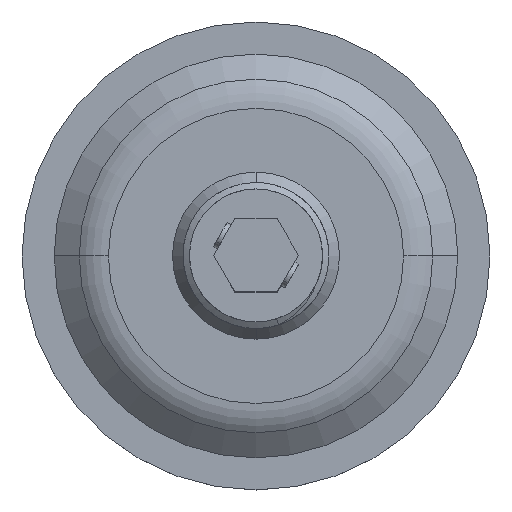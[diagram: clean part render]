
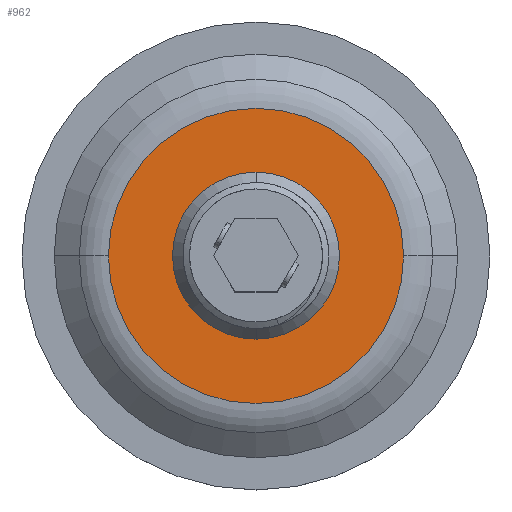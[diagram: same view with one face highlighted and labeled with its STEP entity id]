
A CAD part, top view. The second image highlights one B-rep face of the part: STEP entity #962.
In plain terms, the highlighted planar face has unit normal (0, 0, 1).
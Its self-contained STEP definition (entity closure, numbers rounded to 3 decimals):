
#53 = VERTEX_POINT ( 'NONE', #2437 ) ;
#56 = CARTESIAN_POINT ( 'NONE',  ( -2.309, -4., 0. ) ) ;
#57 = CIRCLE ( 'NONE', #2936, 16.085 ) ;
#64 = LINE ( 'NONE', #819, #2677 ) ;
#79 = CARTESIAN_POINT ( 'NONE',  ( 0., 0., 0. ) ) ;
#105 = CARTESIAN_POINT ( 'NONE',  ( -2.309, 4., 0. ) ) ;
#164 = CARTESIAN_POINT ( 'NONE',  ( 2.309, -4., 0. ) ) ;
#228 = CARTESIAN_POINT ( 'NONE',  ( -4.619, 0., 0. ) ) ;
#259 = CARTESIAN_POINT ( 'NONE',  ( -2.309, -4., 0. ) ) ;
#348 = VECTOR ( 'NONE', #3459, 1000. ) ;
#378 = EDGE_CURVE ( 'NONE', #53, #454, #639, .T. ) ;
#391 = CARTESIAN_POINT ( 'NONE',  ( 4.619, 0., 0. ) ) ;
#409 = LINE ( 'NONE', #259, #2123 ) ;
#412 = DIRECTION ( 'NONE',  ( -0.5, 0.866, 0. ) ) ;
#451 = CARTESIAN_POINT ( 'NONE',  ( -4.619, 0., 0. ) ) ;
#454 = VERTEX_POINT ( 'NONE', #1560 ) ;
#539 = DIRECTION ( 'NONE',  ( -1., 0., 0. ) ) ;
#572 = EDGE_CURVE ( 'NONE', #917, #2649, #3116, .T. ) ;
#623 = EDGE_LOOP ( 'NONE', ( #3313, #3519 ) ) ;
#639 = CIRCLE ( 'NONE', #2858, 16.085 ) ;
#651 = CARTESIAN_POINT ( 'NONE',  ( 2.309, -4., 0. ) ) ;
#667 = DIRECTION ( 'NONE',  ( 0., 0., -1. ) ) ;
#691 = DIRECTION ( 'NONE',  ( -1., 0., 0. ) ) ;
#747 = ORIENTED_EDGE ( 'NONE', *, *, #572, .F. ) ;
#756 = DIRECTION ( 'NONE',  ( 0.5, 0.866, 0. ) ) ;
#819 = CARTESIAN_POINT ( 'NONE',  ( 2.309, 4., 0. ) ) ;
#849 = VERTEX_POINT ( 'NONE', #105 ) ;
#859 = ORIENTED_EDGE ( 'NONE', *, *, #3406, .F. ) ;
#917 = VERTEX_POINT ( 'NONE', #651 ) ;
#923 = EDGE_CURVE ( 'NONE', #2649, #2547, #2526, .T. ) ;
#962 = ADVANCED_FACE ( 'NONE', ( #2794, #2610 ), #1267, .F. ) ;
#1023 = DIRECTION ( 'NONE',  ( -0.5, -0.866, 0. ) ) ;
#1116 = CARTESIAN_POINT ( 'NONE',  ( 0., 0., 0. ) ) ;
#1152 = DIRECTION ( 'NONE',  ( 0., 0., -1. ) ) ;
#1267 = PLANE ( 'NONE',  #1928 ) ;
#1316 = CARTESIAN_POINT ( 'NONE',  ( 2.309, 4., 0. ) ) ;
#1344 = VECTOR ( 'NONE', #756, 1000. ) ;
#1560 = CARTESIAN_POINT ( 'NONE',  ( 16.085, 0., 0. ) ) ;
#1567 = VERTEX_POINT ( 'NONE', #56 ) ;
#1588 = ORIENTED_EDGE ( 'NONE', *, *, #2938, .F. ) ;
#1720 = VECTOR ( 'NONE', #412, 1000. ) ;
#1815 = EDGE_CURVE ( 'NONE', #2015, #1567, #3573, .T. ) ;
#1912 = CARTESIAN_POINT ( 'NONE',  ( -2.309, 4., 0. ) ) ;
#1928 = AXIS2_PLACEMENT_3D ( 'NONE', #2751, #2199, #691 ) ;
#1946 = EDGE_CURVE ( 'NONE', #2547, #849, #64, .T. ) ;
#2015 = VERTEX_POINT ( 'NONE', #451 ) ;
#2123 = VECTOR ( 'NONE', #3775, 1000. ) ;
#2178 = DIRECTION ( 'NONE',  ( -1., 0., 0. ) ) ;
#2199 = DIRECTION ( 'NONE',  ( 0., 0., -1. ) ) ;
#2203 = ORIENTED_EDGE ( 'NONE', *, *, #1946, .F. ) ;
#2313 = ORIENTED_EDGE ( 'NONE', *, *, #1815, .F. ) ;
#2437 = CARTESIAN_POINT ( 'NONE',  ( -16.085, 0., 0. ) ) ;
#2526 = LINE ( 'NONE', #391, #1720 ) ;
#2547 = VERTEX_POINT ( 'NONE', #1316 ) ;
#2610 = FACE_BOUND ( 'NONE', #3420, .T. ) ;
#2649 = VERTEX_POINT ( 'NONE', #3415 ) ;
#2677 = VECTOR ( 'NONE', #3772, 1000. ) ;
#2751 = CARTESIAN_POINT ( 'NONE',  ( 0., 0., 0. ) ) ;
#2794 = FACE_OUTER_BOUND ( 'NONE', #623, .T. ) ;
#2800 = LINE ( 'NONE', #1912, #3753 ) ;
#2858 = AXIS2_PLACEMENT_3D ( 'NONE', #1116, #1152, #539 ) ;
#2936 = AXIS2_PLACEMENT_3D ( 'NONE', #79, #667, #2178 ) ;
#2938 = EDGE_CURVE ( 'NONE', #1567, #917, #409, .T. ) ;
#3116 = LINE ( 'NONE', #164, #1344 ) ;
#3257 = EDGE_CURVE ( 'NONE', #454, #53, #57, .T. ) ;
#3313 = ORIENTED_EDGE ( 'NONE', *, *, #378, .F. ) ;
#3406 = EDGE_CURVE ( 'NONE', #849, #2015, #2800, .T. ) ;
#3415 = CARTESIAN_POINT ( 'NONE',  ( 4.619, 0., 0. ) ) ;
#3420 = EDGE_LOOP ( 'NONE', ( #2203, #3685, #747, #1588, #2313, #859 ) ) ;
#3459 = DIRECTION ( 'NONE',  ( 0.5, -0.866, 0. ) ) ;
#3519 = ORIENTED_EDGE ( 'NONE', *, *, #3257, .F. ) ;
#3573 = LINE ( 'NONE', #228, #348 ) ;
#3685 = ORIENTED_EDGE ( 'NONE', *, *, #923, .F. ) ;
#3753 = VECTOR ( 'NONE', #1023, 1000. ) ;
#3772 = DIRECTION ( 'NONE',  ( -1., 0., 0. ) ) ;
#3775 = DIRECTION ( 'NONE',  ( 1., 0., 0. ) ) ;
